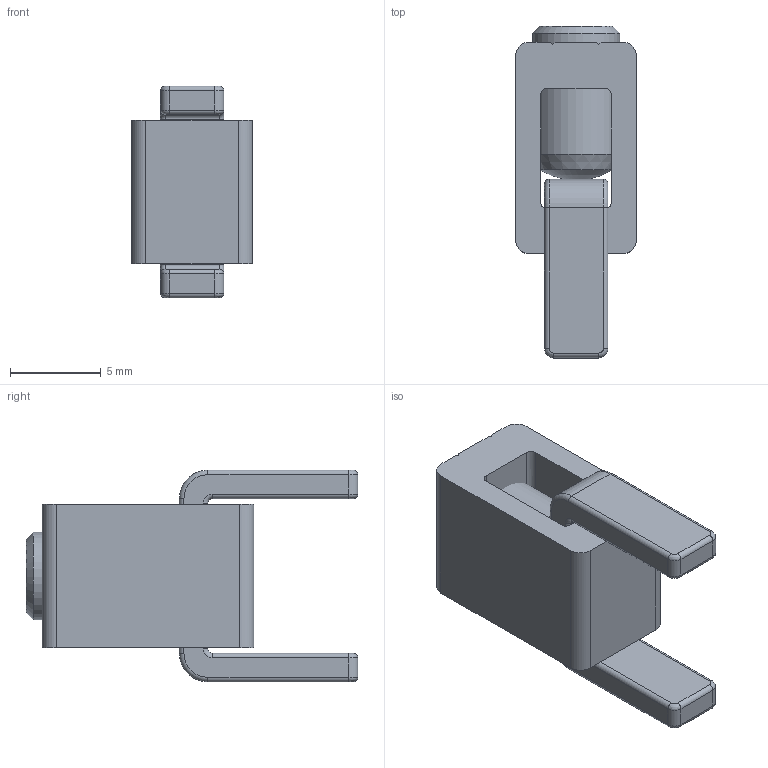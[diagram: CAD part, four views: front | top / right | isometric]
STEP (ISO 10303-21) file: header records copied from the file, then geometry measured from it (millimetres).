
FILE_DESCRIPTION(/* description */ (''),/* implementation_level */ '2;1');
FILE_NAME(/* name */ 'B12-PCB24-NM-HEX.stp',/* time_stamp */ '2017-04-03T13:23:17-04:00',/* author */ ('tsmith'),/* organization */ (''),/* preprocessor_version */ 'ST-DEVELOPER v16.5',/* originating_system */ 'Autodesk Inventor 2017',/* authorisation */ '');
FILE_SCHEMA (('AUTOMOTIVE_DESIGN { 1 0 10303 214 3 1 1 }'));
Length unit declared in the file: inch
Products named in the file (4): B12-PCB24-NM-HEX; B12-PCB-S-Assembly; 14307-40; 15715HEX(PLAIN)
Assembly tree (3 placements, depth 2):
  B12-PCB24-NM-HEX
    B12-PCB-S-Assembly
    14307-40
    15715HEX(PLAIN)
Bounding box: 6.68 x 18.31 x 11.68 mm (x, y, z)
Volume: 651.9 mm3; surface area: 1016 mm2
Topology: 3 solids, 3 shells, 108 faces, 278 edges, 173 vertices
Faces by surface type: plane 45, cylinder 36, cone 10, torus 8, bspline 8, sphere 1
Full cylindrical faces by diameter (mm): 3.962 x1, 4.826 x1
Entity records: 3396 total; most frequent: CARTESIAN_POINT 693, DIRECTION 576, ORIENTED_EDGE 534, EDGE_CURVE 267, AXIS2_PLACEMENT_3D 223, VERTEX_POINT 169, LINE 130, VECTOR 130
